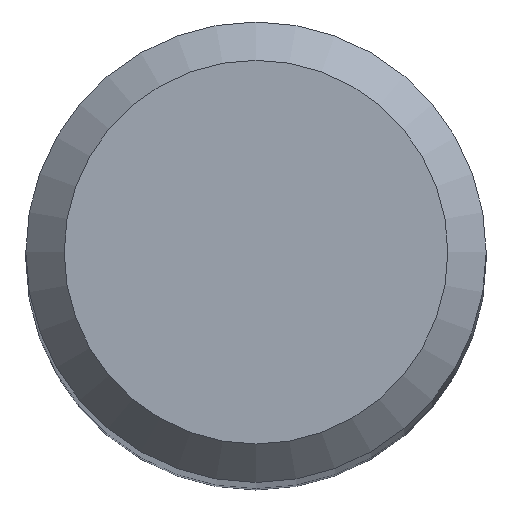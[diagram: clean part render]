
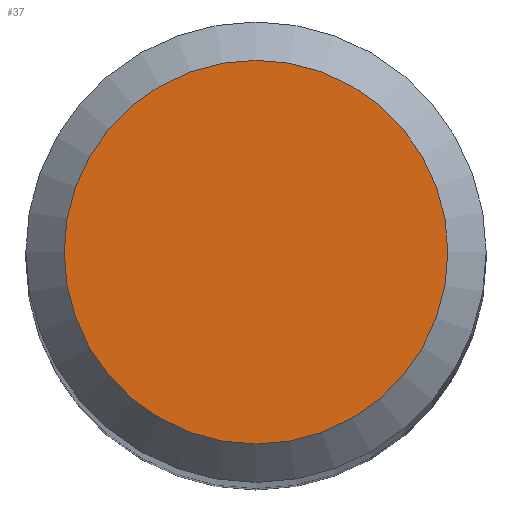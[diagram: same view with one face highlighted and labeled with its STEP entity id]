
A CAD part, top view. The second image highlights one B-rep face of the part: STEP entity #37.
In plain terms, the highlighted planar face has unit normal (0, 0, 1).
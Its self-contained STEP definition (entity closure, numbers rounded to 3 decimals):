
#20 = DIRECTION ( 'NONE',  ( 0., 1., 0. ) ) ;
#37 = ADVANCED_FACE ( 'NONE', ( #174 ), #95, .F. ) ;
#42 = VERTEX_POINT ( 'NONE', #196 ) ;
#48 = CARTESIAN_POINT ( 'NONE',  ( 0., 0., 57. ) ) ;
#49 = DIRECTION ( 'NONE',  ( 0., 0., -1. ) ) ;
#58 = AXIS2_PLACEMENT_3D ( 'NONE', #206, #49, #91 ) ;
#62 = ORIENTED_EDGE ( 'NONE', *, *, #104, .F. ) ;
#91 = DIRECTION ( 'NONE',  ( 0., 1., 0. ) ) ;
#95 = PLANE ( 'NONE',  #58 ) ;
#104 = EDGE_CURVE ( 'NONE', #42, #42, #223, .T. ) ;
#157 = DIRECTION ( 'NONE',  ( 0., 0., -1. ) ) ;
#174 = FACE_OUTER_BOUND ( 'NONE', #184, .T. ) ;
#184 = EDGE_LOOP ( 'NONE', ( #62 ) ) ;
#196 = CARTESIAN_POINT ( 'NONE',  ( 0., 2.5, 57. ) ) ;
#202 = AXIS2_PLACEMENT_3D ( 'NONE', #48, #157, #20 ) ;
#206 = CARTESIAN_POINT ( 'NONE',  ( 0., 0., 57. ) ) ;
#223 = CIRCLE ( 'NONE', #202, 2.5 ) ;
